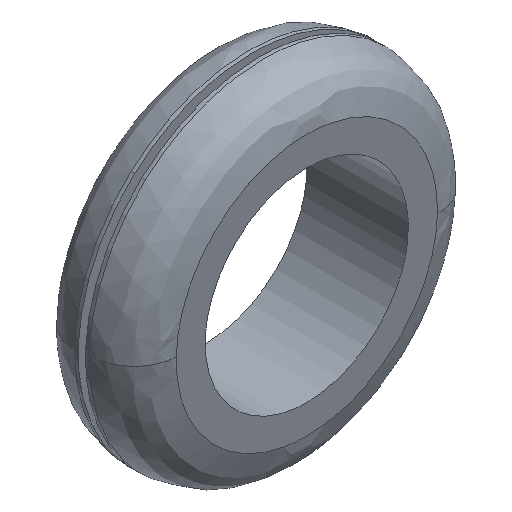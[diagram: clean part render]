
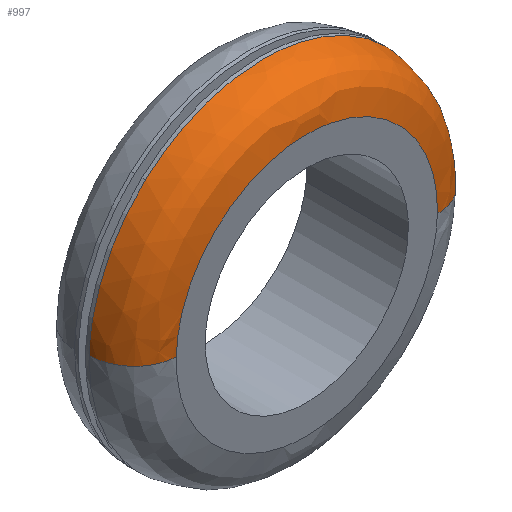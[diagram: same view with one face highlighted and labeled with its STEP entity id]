
A CAD part, isometric view. The second image highlights one B-rep face of the part: STEP entity #997.
In plain terms, the highlighted free-form (B-spline) face has degree [2, 2] with [5, 3] control points.
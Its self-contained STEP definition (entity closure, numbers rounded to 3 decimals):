
#115=CARTESIAN_POINT('',(-16.214,6.,17.695));
#116=VERTEX_POINT('',#115);
#122=CARTESIAN_POINT('',(0.0,6.0,24.0));
#123=VERTEX_POINT('',#122);
#124=CARTESIAN_POINT('',(0.0,6.0,24.0));
#125=CARTESIAN_POINT('',(-9.333,6.,24.));
#126=CARTESIAN_POINT('',(-16.214,6.,17.695));
#134=(BOUNDED_CURVE()B_SPLINE_CURVE(2,(#124,#125,#126),.UNSPECIFIED.,.F.,.U.)B_SPLINE_CURVE_WITH_KNOTS((3,3),(0.5,0.618),.UNSPECIFIED.)CURVE()GEOMETRIC_REPRESENTATION_ITEM()RATIONAL_B_SPLINE_CURVE((1.0,0.861,0.854))REPRESENTATION_ITEM(''));
#135=EDGE_CURVE('',#123,#116,#134,.T.);
#137=CARTESIAN_POINT('',(23.992,6.,-0.603));
#138=VERTEX_POINT('',#137);
#139=CARTESIAN_POINT('',(23.992,6.,-0.603));
#140=CARTESIAN_POINT('',(24.,6.,-0.302));
#141=CARTESIAN_POINT('',(24.0,6.0,0.));
#142=CARTESIAN_POINT('',(24.,6.0,24.));
#143=CARTESIAN_POINT('',(0.0,6.0,24.0));
#151=(BOUNDED_CURVE()B_SPLINE_CURVE(2,(#139,#140,#141,#142,#143),.UNSPECIFIED.,.F.,.U.)B_SPLINE_CURVE_WITH_KNOTS((3,2,3),(0.246,0.25,0.5),.UNSPECIFIED.)CURVE()GEOMETRIC_REPRESENTATION_ITEM()RATIONAL_B_SPLINE_CURVE((0.99,0.995,1.0,0.707,1.0))REPRESENTATION_ITEM(''));
#152=EDGE_CURVE('',#138,#123,#151,.T.);
#226=CARTESIAN_POINT('',(-23.992,6.,0.603));
#227=VERTEX_POINT('',#226);
#243=CARTESIAN_POINT('',(-16.214,6.,17.695));
#244=CARTESIAN_POINT('',(-23.736,6.,10.802));
#245=CARTESIAN_POINT('',(-23.992,6.,0.603));
#253=(BOUNDED_CURVE()B_SPLINE_CURVE(2,(#243,#244,#245),.UNSPECIFIED.,.F.,.U.)B_SPLINE_CURVE_WITH_KNOTS((3,3),(0.618,0.746),.UNSPECIFIED.)CURVE()GEOMETRIC_REPRESENTATION_ITEM()RATIONAL_B_SPLINE_CURVE((0.854,0.846,0.99))REPRESENTATION_ITEM(''));
#254=EDGE_CURVE('',#116,#227,#253,.T.);
#874=CARTESIAN_POINT('',(17.994,0.,-0.452));
#875=VERTEX_POINT('',#874);
#876=CARTESIAN_POINT('',(23.992,6.,-0.603));
#877=CARTESIAN_POINT('',(23.992,0.,-0.603));
#878=CARTESIAN_POINT('',(17.994,0.,-0.452));
#886=(BOUNDED_CURVE()B_SPLINE_CURVE(2,(#876,#877,#878),.UNSPECIFIED.,.F.,.U.)B_SPLINE_CURVE_WITH_KNOTS((3,3),(-1.723,-0.264),.UNSPECIFIED.)CURVE()GEOMETRIC_REPRESENTATION_ITEM()RATIONAL_B_SPLINE_CURVE((0.884,0.627,0.889))REPRESENTATION_ITEM(''));
#887=EDGE_CURVE('',#138,#875,#886,.T.);
#904=CARTESIAN_POINT('',(-17.994,0.,0.452));
#905=VERTEX_POINT('',#904);
#921=CARTESIAN_POINT('',(-23.992,6.,0.603));
#922=CARTESIAN_POINT('',(-23.992,0.,0.603));
#923=CARTESIAN_POINT('',(-17.994,0.,0.452));
#931=(BOUNDED_CURVE()B_SPLINE_CURVE(2,(#921,#922,#923),.UNSPECIFIED.,.F.,.U.)B_SPLINE_CURVE_WITH_KNOTS((3,3),(-1.723,-0.264),.UNSPECIFIED.)CURVE()GEOMETRIC_REPRESENTATION_ITEM()RATIONAL_B_SPLINE_CURVE((0.884,0.627,0.889))REPRESENTATION_ITEM(''));
#932=EDGE_CURVE('',#227,#905,#931,.T.);
#937=CARTESIAN_POINT('',(23.978,6.418,-0.603));
#938=CARTESIAN_POINT('',(24.581,6.418,23.375));
#939=CARTESIAN_POINT('',(0.603,6.418,23.978));
#940=CARTESIAN_POINT('',(-23.375,6.418,24.581));
#941=CARTESIAN_POINT('',(-23.978,6.418,0.603));
#942=CARTESIAN_POINT('',(24.459,-0.464,-0.615));
#943=CARTESIAN_POINT('',(25.074,-0.464,23.844));
#944=CARTESIAN_POINT('',(0.615,-0.464,24.459));
#945=CARTESIAN_POINT('',(-23.844,-0.464,25.074));
#946=CARTESIAN_POINT('',(-24.459,-0.464,0.615));
#947=CARTESIAN_POINT('',(17.578,0.014,-0.442));
#948=CARTESIAN_POINT('',(18.02,0.014,17.136));
#949=CARTESIAN_POINT('',(0.442,0.014,17.578));
#950=CARTESIAN_POINT('',(-17.136,0.014,18.02));
#951=CARTESIAN_POINT('',(-17.578,0.014,0.442));
#959=(BOUNDED_SURFACE()B_SPLINE_SURFACE(2,2,((#937,#942,#947),(#938,#943,#948),(#939,#944,#949),(#940,#945,#950),(#941,#946,#951)),.UNSPECIFIED.,.F.,.F.,.U.)B_SPLINE_SURFACE_WITH_KNOTS((3,2,3),(3,3),(0.0,39.74,79.481),(0.0,10.934),.UNSPECIFIED.)GEOMETRIC_REPRESENTATION_ITEM()RATIONAL_B_SPLINE_SURFACE(((0.911,0.599,0.916),(0.644,0.424,0.648),(0.911,0.599,0.916),(0.644,0.424,0.648),(0.911,0.599,0.916)))REPRESENTATION_ITEM('')SURFACE());
#960=ORIENTED_EDGE('',*,*,#135,.T.);
#961=ORIENTED_EDGE('',*,*,#254,.T.);
#962=ORIENTED_EDGE('',*,*,#932,.T.);
#963=CARTESIAN_POINT('',(0.0,0.,18.0));
#964=VERTEX_POINT('',#963);
#965=CARTESIAN_POINT('',(0.0,0.,18.0));
#966=CARTESIAN_POINT('',(-17.553,0.,18.0));
#967=CARTESIAN_POINT('',(-17.994,0.,0.452));
#975=(BOUNDED_CURVE()B_SPLINE_CURVE(2,(#965,#966,#967),.UNSPECIFIED.,.F.,.U.)B_SPLINE_CURVE_WITH_KNOTS((3,3),(0.5,0.746),.UNSPECIFIED.)CURVE()GEOMETRIC_REPRESENTATION_ITEM()RATIONAL_B_SPLINE_CURVE((1.0,0.712,0.99))REPRESENTATION_ITEM(''));
#976=EDGE_CURVE('',#964,#905,#975,.T.);
#977=ORIENTED_EDGE('',*,*,#976,.F.);
#978=CARTESIAN_POINT('',(17.994,0.,-0.452));
#979=CARTESIAN_POINT('',(18.,0.,-0.226));
#980=CARTESIAN_POINT('',(18.0,0.,0.));
#981=CARTESIAN_POINT('',(18.,0.,18.));
#982=CARTESIAN_POINT('',(0.0,0.,18.0));
#990=(BOUNDED_CURVE()B_SPLINE_CURVE(2,(#978,#979,#980,#981,#982),.UNSPECIFIED.,.F.,.U.)B_SPLINE_CURVE_WITH_KNOTS((3,2,3),(0.246,0.25,0.5),.UNSPECIFIED.)CURVE()GEOMETRIC_REPRESENTATION_ITEM()RATIONAL_B_SPLINE_CURVE((0.99,0.995,1.0,0.707,1.0))REPRESENTATION_ITEM(''));
#991=EDGE_CURVE('',#875,#964,#990,.T.);
#992=ORIENTED_EDGE('',*,*,#991,.F.);
#993=ORIENTED_EDGE('',*,*,#887,.F.);
#994=ORIENTED_EDGE('',*,*,#152,.T.);
#995=EDGE_LOOP('',(#960,#961,#962,#977,#992,#993,#994));
#996=FACE_OUTER_BOUND('',#995,.T.);
#997=ADVANCED_FACE('',(#996),#959,.T.);
